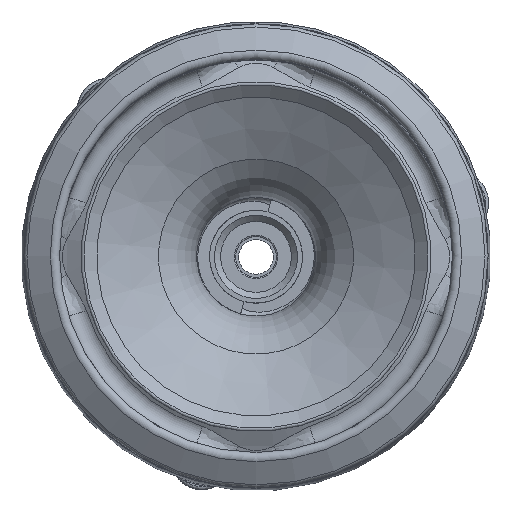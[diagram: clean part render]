
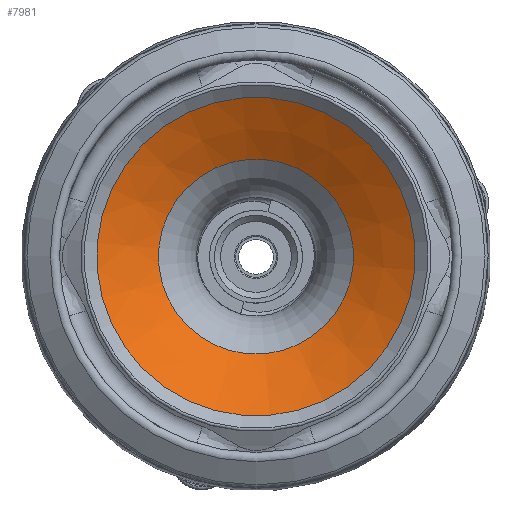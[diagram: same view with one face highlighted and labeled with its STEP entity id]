
A CAD part, top view. The second image highlights one B-rep face of the part: STEP entity #7981.
In plain terms, the highlighted conical face has half-angle 60 degrees and reference radius 23.525 mm.
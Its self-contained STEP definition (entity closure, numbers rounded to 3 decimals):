
#272=CONICAL_SURFACE('',#8848,23.525,60.);
#336=FACE_BOUND('',#2581,.T.);
#2022=FACE_OUTER_BOUND('',#2580,.T.);
#2580=EDGE_LOOP('',(#7190));
#2581=EDGE_LOOP('',(#7191));
#3169=CIRCLE('',#8847,25.733);
#3170=CIRCLE('',#8849,15.75);
#3854=VERTEX_POINT('',#20124);
#3855=VERTEX_POINT('',#20127);
#4998=EDGE_CURVE('',#3854,#3854,#3169,.T.);
#4999=EDGE_CURVE('',#3855,#3855,#3170,.T.);
#7190=ORIENTED_EDGE('',*,*,#4999,.T.);
#7191=ORIENTED_EDGE('',*,*,#4998,.T.);
#7981=ADVANCED_FACE('',(#2022,#336),#272,.F.);
#8847=AXIS2_PLACEMENT_3D('',#20125,#10783,#10784);
#8848=AXIS2_PLACEMENT_3D('',#20126,#10785,#10786);
#8849=AXIS2_PLACEMENT_3D('',#20128,#10787,#10788);
#10783=DIRECTION('center_axis',(0.,-1.,0.));
#10784=DIRECTION('ref_axis',(0.,0.,-1.));
#10785=DIRECTION('center_axis',(0.,-1.,0.));
#10786=DIRECTION('ref_axis',(-1.,0.,0.));
#10787=DIRECTION('center_axis',(0.,1.,0.));
#10788=DIRECTION('ref_axis',(-1.,0.,0.));
#20124=CARTESIAN_POINT('',(0.,-35.589,-25.733));
#20125=CARTESIAN_POINT('Origin',(0.,-35.589,0.));
#20126=CARTESIAN_POINT('Origin',(0.,-34.314,0.));
#20127=CARTESIAN_POINT('',(-15.75,-29.825,0.));
#20128=CARTESIAN_POINT('Origin',(0.,-29.825,0.));
